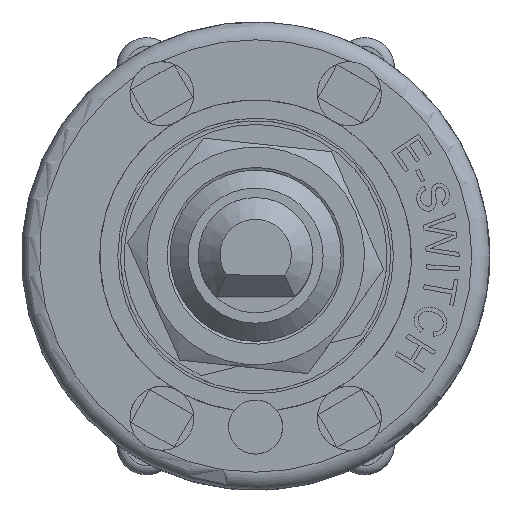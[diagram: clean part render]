
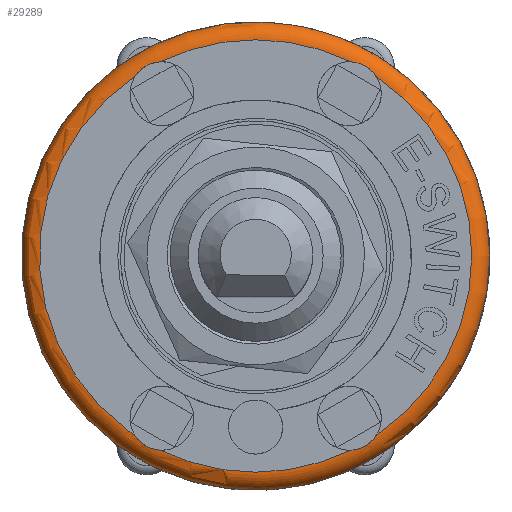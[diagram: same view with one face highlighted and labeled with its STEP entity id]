
A CAD part, top view. The second image highlights one B-rep face of the part: STEP entity #29289.
In plain terms, the highlighted toroidal (fillet/blend) face has major radius 12 mm and minor radius 1 mm.
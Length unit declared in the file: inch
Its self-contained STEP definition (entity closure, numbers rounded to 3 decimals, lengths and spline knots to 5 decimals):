
#28639=CARTESIAN_POINT('',(0.51181,0.0,0.37402));
#28640=VERTEX_POINT('',#28639);
#28641=CARTESIAN_POINT('',(0.0,0.0,0.37402));
#28642=DIRECTION('',(0.0,0.0,1.0));
#28643=DIRECTION('',(-1.0,0.0,0.0));
#28644=AXIS2_PLACEMENT_3D('',#28641,#28642,#28643);
#28645=CIRCLE('',#28644,0.51181);
#28646=EDGE_CURVE('',#28640,#28640,#28645,.T.);
#28889=CARTESIAN_POINT('',(-0.26379,0.39194,0.41339));
#28890=VERTEX_POINT('',#28889);
#28899=CARTESIAN_POINT('',(-0.20753,0.42442,0.41339));
#28900=VERTEX_POINT('',#28899);
#28908=CARTESIAN_POINT('',(-0.26379,0.39194,0.41339));
#28909=CARTESIAN_POINT('',(-0.26063,0.39693,0.41339));
#28910=CARTESIAN_POINT('',(-0.25684,0.40153,0.41318));
#28911=CARTESIAN_POINT('',(-0.25019,0.40776,0.41294));
#28912=CARTESIAN_POINT('',(-0.24774,0.40975,0.41287));
#28913=CARTESIAN_POINT('',(-0.24411,0.41233,0.41281));
#28914=CARTESIAN_POINT('',(-0.24303,0.41306,0.41279));
#28915=CARTESIAN_POINT('',(-0.24115,0.41424,0.41278));
#28916=CARTESIAN_POINT('',(-0.24035,0.41472,0.41278));
#28917=CARTESIAN_POINT('',(-0.23874,0.41565,0.41278));
#28918=CARTESIAN_POINT('',(-0.23791,0.4161,0.41278));
#28919=CARTESIAN_POINT('',(-0.23586,0.41717,0.4128));
#28920=CARTESIAN_POINT('',(-0.23462,0.41777,0.41281));
#28921=CARTESIAN_POINT('',(-0.23029,0.41972,0.41288));
#28922=CARTESIAN_POINT('',(-0.22713,0.42087,0.41296));
#28923=CARTESIAN_POINT('',(-0.2184,0.42336,0.41321));
#28924=CARTESIAN_POINT('',(-0.2129,0.4242,0.41339));
#28925=CARTESIAN_POINT('',(-0.20753,0.42442,0.41339));
#28926=B_SPLINE_CURVE_WITH_KNOTS('',3,(#28908,#28909,#28910,#28911,#28912,#28913,#28914,#28915,#28916,#28917,#28918,#28919,#28920,#28921,#28922,#28923,#28924,#28925),.UNSPECIFIED.,.F.,.U.,(4,2,2,2,2,2,2,2,4),(-0.30321,-0.28459,-0.27477,-0.27072,-0.26786,-0.26495,-0.2607,-0.25033,-0.23279),.UNSPECIFIED.);
#28927=EDGE_CURVE('',#28890,#28900,#28926,.T.);
#28963=CARTESIAN_POINT('',(-0.26379,-0.39194,0.41339));
#28964=VERTEX_POINT('',#28963);
#28974=CARTESIAN_POINT('',(-0.20753,-0.42442,0.41339));
#28975=VERTEX_POINT('',#28974);
#28976=CARTESIAN_POINT('',(-0.20753,-0.42442,0.41339));
#28977=CARTESIAN_POINT('',(-0.21344,-0.42418,0.41339));
#28978=CARTESIAN_POINT('',(-0.21932,-0.42319,0.41318));
#28979=CARTESIAN_POINT('',(-0.22803,-0.42055,0.41294));
#28980=CARTESIAN_POINT('',(-0.23098,-0.41943,0.41287));
#28981=CARTESIAN_POINT('',(-0.23503,-0.41757,0.41281));
#28982=CARTESIAN_POINT('',(-0.2362,-0.417,0.41279));
#28983=CARTESIAN_POINT('',(-0.23817,-0.41596,0.41278));
#28984=CARTESIAN_POINT('',(-0.23898,-0.41551,0.41278));
#28985=CARTESIAN_POINT('',(-0.24059,-0.41458,0.41278));
#28986=CARTESIAN_POINT('',(-0.2414,-0.41409,0.41278));
#28987=CARTESIAN_POINT('',(-0.24335,-0.41285,0.4128));
#28988=CARTESIAN_POINT('',(-0.24449,-0.41207,0.41281));
#28989=CARTESIAN_POINT('',(-0.24834,-0.4093,0.41288));
#28990=CARTESIAN_POINT('',(-0.25092,-0.40713,0.41296));
#28991=CARTESIAN_POINT('',(-0.25744,-0.40082,0.41321));
#28992=CARTESIAN_POINT('',(-0.26092,-0.39648,0.41339));
#28993=CARTESIAN_POINT('',(-0.26379,-0.39194,0.41339));
#28994=B_SPLINE_CURVE_WITH_KNOTS('',3,(#28976,#28977,#28978,#28979,#28980,#28981,#28982,#28983,#28984,#28985,#28986,#28987,#28988,#28989,#28990,#28991,#28992,#28993),.UNSPECIFIED.,.F.,.U.,(4,2,2,2,2,2,2,2,4),(-0.30321,-0.28459,-0.27477,-0.27072,-0.26786,-0.26495,-0.2607,-0.25033,-0.23279),.UNSPECIFIED.);
#28995=EDGE_CURVE('',#28975,#28964,#28994,.T.);
#29063=CARTESIAN_POINT('',(0.20753,-0.42442,0.41339));
#29064=VERTEX_POINT('',#29063);
#29074=CARTESIAN_POINT('',(0.26379,-0.39194,0.41339));
#29075=VERTEX_POINT('',#29074);
#29076=CARTESIAN_POINT('',(0.26379,-0.39194,0.41339));
#29077=CARTESIAN_POINT('',(0.26063,-0.39693,0.41339));
#29078=CARTESIAN_POINT('',(0.25684,-0.40153,0.41318));
#29079=CARTESIAN_POINT('',(0.25019,-0.40776,0.41294));
#29080=CARTESIAN_POINT('',(0.24774,-0.40975,0.41287));
#29081=CARTESIAN_POINT('',(0.24411,-0.41233,0.41281));
#29082=CARTESIAN_POINT('',(0.24303,-0.41306,0.41279));
#29083=CARTESIAN_POINT('',(0.24115,-0.41424,0.41278));
#29084=CARTESIAN_POINT('',(0.24035,-0.41472,0.41278));
#29085=CARTESIAN_POINT('',(0.23874,-0.41565,0.41278));
#29086=CARTESIAN_POINT('',(0.23791,-0.4161,0.41278));
#29087=CARTESIAN_POINT('',(0.23586,-0.41717,0.4128));
#29088=CARTESIAN_POINT('',(0.23462,-0.41777,0.41281));
#29089=CARTESIAN_POINT('',(0.23029,-0.41972,0.41288));
#29090=CARTESIAN_POINT('',(0.22713,-0.42087,0.41296));
#29091=CARTESIAN_POINT('',(0.2184,-0.42336,0.41321));
#29092=CARTESIAN_POINT('',(0.2129,-0.4242,0.41339));
#29093=CARTESIAN_POINT('',(0.20753,-0.42442,0.41339));
#29094=B_SPLINE_CURVE_WITH_KNOTS('',3,(#29076,#29077,#29078,#29079,#29080,#29081,#29082,#29083,#29084,#29085,#29086,#29087,#29088,#29089,#29090,#29091,#29092,#29093),.UNSPECIFIED.,.F.,.U.,(4,2,2,2,2,2,2,2,4),(-0.30321,-0.28459,-0.27477,-0.27072,-0.26786,-0.26495,-0.2607,-0.25033,-0.23279),.UNSPECIFIED.);
#29095=EDGE_CURVE('',#29075,#29064,#29094,.T.);
#29189=CARTESIAN_POINT('',(0.20753,0.42442,0.41339));
#29190=VERTEX_POINT('',#29189);
#29199=CARTESIAN_POINT('',(0.26379,0.39194,0.41339));
#29200=VERTEX_POINT('',#29199);
#29208=CARTESIAN_POINT('',(0.20753,0.42442,0.41339));
#29209=CARTESIAN_POINT('',(0.21344,0.42418,0.41339));
#29210=CARTESIAN_POINT('',(0.21932,0.42319,0.41318));
#29211=CARTESIAN_POINT('',(0.22803,0.42055,0.41294));
#29212=CARTESIAN_POINT('',(0.23098,0.41943,0.41287));
#29213=CARTESIAN_POINT('',(0.23503,0.41757,0.41281));
#29214=CARTESIAN_POINT('',(0.2362,0.417,0.41279));
#29215=CARTESIAN_POINT('',(0.23817,0.41596,0.41278));
#29216=CARTESIAN_POINT('',(0.23898,0.41551,0.41278));
#29217=CARTESIAN_POINT('',(0.24059,0.41458,0.41278));
#29218=CARTESIAN_POINT('',(0.2414,0.41409,0.41278));
#29219=CARTESIAN_POINT('',(0.24335,0.41285,0.4128));
#29220=CARTESIAN_POINT('',(0.24449,0.41207,0.41281));
#29221=CARTESIAN_POINT('',(0.24834,0.4093,0.41288));
#29222=CARTESIAN_POINT('',(0.25092,0.40713,0.41296));
#29223=CARTESIAN_POINT('',(0.25744,0.40082,0.41321));
#29224=CARTESIAN_POINT('',(0.26092,0.39648,0.41339));
#29225=CARTESIAN_POINT('',(0.26379,0.39194,0.41339));
#29226=B_SPLINE_CURVE_WITH_KNOTS('',3,(#29208,#29209,#29210,#29211,#29212,#29213,#29214,#29215,#29216,#29217,#29218,#29219,#29220,#29221,#29222,#29223,#29224,#29225),.UNSPECIFIED.,.F.,.U.,(4,2,2,2,2,2,2,2,4),(-0.30321,-0.28459,-0.27477,-0.27072,-0.26786,-0.26495,-0.2607,-0.25033,-0.23279),.UNSPECIFIED.);
#29227=EDGE_CURVE('',#29190,#29200,#29226,.T.);
#29247=CARTESIAN_POINT('',(0.0,0.0,0.37402));
#29248=DIRECTION('',(0.0,0.0,-1.0));
#29249=DIRECTION('',(-1.0,0.0,0.0));
#29250=AXIS2_PLACEMENT_3D('',#29247,#29248,#29249);
#29251=TOROIDAL_SURFACE('',#29250,0.47244,0.03937);
#29252=ORIENTED_EDGE('',*,*,#28646,.T.);
#29253=EDGE_LOOP('',(#29252));
#29254=FACE_OUTER_BOUND('',#29253,.T.);
#29255=CARTESIAN_POINT('',(0.0,0.0,0.41339));
#29256=DIRECTION('',(0.0,0.0,-1.0));
#29257=DIRECTION('',(-1.0,0.0,0.0));
#29258=AXIS2_PLACEMENT_3D('',#29255,#29256,#29257);
#29259=CIRCLE('',#29258,0.47244);
#29260=EDGE_CURVE('',#28964,#28890,#29259,.T.);
#29261=ORIENTED_EDGE('',*,*,#29260,.T.);
#29262=ORIENTED_EDGE('',*,*,#28927,.T.);
#29263=CARTESIAN_POINT('',(0.0,0.0,0.41339));
#29264=DIRECTION('',(0.0,0.0,-1.0));
#29265=DIRECTION('',(-1.0,0.0,0.0));
#29266=AXIS2_PLACEMENT_3D('',#29263,#29264,#29265);
#29267=CIRCLE('',#29266,0.47244);
#29268=EDGE_CURVE('',#28900,#29190,#29267,.T.);
#29269=ORIENTED_EDGE('',*,*,#29268,.T.);
#29270=ORIENTED_EDGE('',*,*,#29227,.T.);
#29271=CARTESIAN_POINT('',(0.0,0.0,0.41339));
#29272=DIRECTION('',(0.0,0.0,-1.0));
#29273=DIRECTION('',(-1.0,0.0,0.0));
#29274=AXIS2_PLACEMENT_3D('',#29271,#29272,#29273);
#29275=CIRCLE('',#29274,0.47244);
#29276=EDGE_CURVE('',#29200,#29075,#29275,.T.);
#29277=ORIENTED_EDGE('',*,*,#29276,.T.);
#29278=ORIENTED_EDGE('',*,*,#29095,.T.);
#29279=CARTESIAN_POINT('',(0.0,0.0,0.41339));
#29280=DIRECTION('',(0.0,0.0,-1.0));
#29281=DIRECTION('',(-1.0,0.0,0.0));
#29282=AXIS2_PLACEMENT_3D('',#29279,#29280,#29281);
#29283=CIRCLE('',#29282,0.47244);
#29284=EDGE_CURVE('',#29064,#28975,#29283,.T.);
#29285=ORIENTED_EDGE('',*,*,#29284,.T.);
#29286=ORIENTED_EDGE('',*,*,#28995,.T.);
#29287=EDGE_LOOP('',(#29261,#29262,#29269,#29270,#29277,#29278,#29285,#29286));
#29288=FACE_BOUND('',#29287,.T.);
#29289=ADVANCED_FACE('',(#29254,#29288),#29251,.T.);
